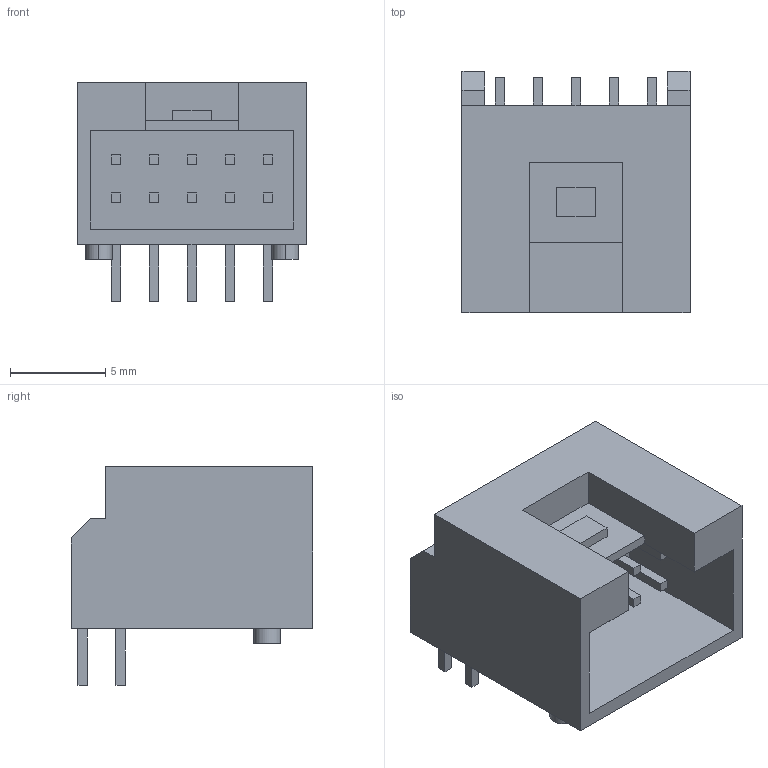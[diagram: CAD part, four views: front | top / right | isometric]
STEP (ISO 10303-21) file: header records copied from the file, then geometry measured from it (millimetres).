
FILE_DESCRIPTION(('FreeCAD Model'),'2;1');
FILE_NAME('JST_PUD_S10B-PUDSS-1_2x05x2.00mm_Angled.STEP','2016-03-20T17:20:07',( 'Author'),(''),'Open CASCADE STEP processor 6.8','FreeCAD','Unknown' );
FILE_SCHEMA(('AUTOMOTIVE_DESIGN_CC2 { 1 2 10303 214 -1 1 5 4 }'));
Length unit declared in the file: millimetre
Products named in the file (1): S10B-PUDSS-1
Bounding box: 12 x 12.7 x 11.5 mm (x, y, z)
Volume: 537.6 mm3; surface area: 1234.8 mm2
Topology: 1 solids, 1 shells, 159 faces, 402 edges, 268 vertices
Faces by surface type: plane 155, cylinder 4
Entity records: 11400 total; most frequent: CARTESIAN_POINT 2042, DIRECTION 1514, LINE 1174, VECTOR 1174, ORIENTED_EDGE 804, PCURVE 804, DEFINITIONAL_REPRESENTATION 804, EDGE_CURVE 402
